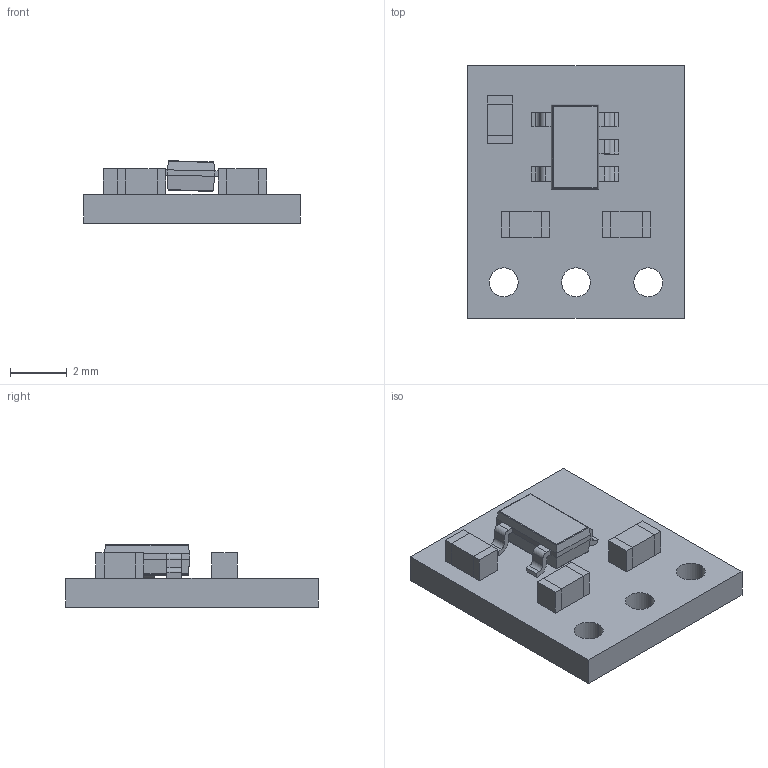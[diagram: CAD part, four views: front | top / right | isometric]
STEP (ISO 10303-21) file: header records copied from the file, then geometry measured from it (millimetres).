
FILE_DESCRIPTION (( 'STEP AP214' ), '1' );
FILE_NAME ('reg27a-voltage-inverter-carrier.step', '2020-09-15T23:39:31', ( '' ), ( '' ), 'SwSTEP 2.0', 'SolidWorks 2020', '' );
FILE_SCHEMA (( 'AUTOMOTIVE_DESIGN' ));
Length unit declared in the file: inch
Products named in the file (1): reg27a-voltage-inverter-carrier
Bounding box: 7.62 x 8.89 x 2.19 mm (x, y, z)
Volume: 76.1 mm3; surface area: 213.8 mm2
Topology: 1 solids, 1 shells, 476 faces, 1265 edges, 828 vertices
Faces by surface type: plane 284, bspline 158, cylinder 34
Entity records: 26671 total; most frequent: CARTESIAN_POINT 9698, ORIENTED_EDGE 2530, DIRECTION 1613, EDGE_CURVE 1265, LINE 871, VECTOR 871, VERTEX_POINT 828, EDGE_LOOP 527
